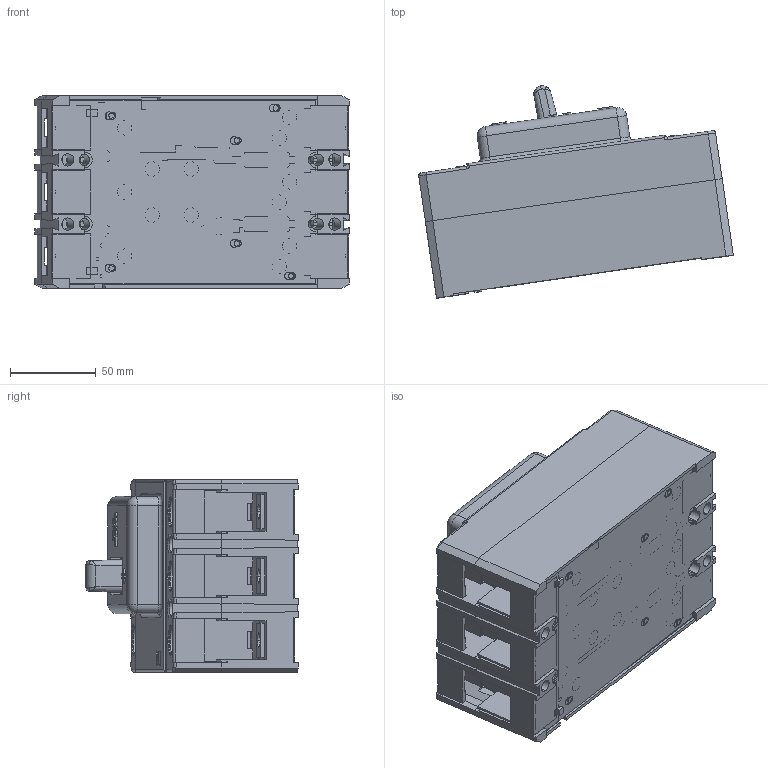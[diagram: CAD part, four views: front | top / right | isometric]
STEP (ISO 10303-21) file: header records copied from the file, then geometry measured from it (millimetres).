
FILE_DESCRIPTION (( 'STEP AP214' ), '1' );
FILE_NAME ('臍51-35.STEP', '2015-09-04T07:07:59', ( 'admin' ), ( '' ), 'SwSTEP 2.0', 'SolidWorks 2012', '' );
FILE_SCHEMA (( 'AUTOMOTIVE_DESIGN' ));
Length unit declared in the file: millimetre
Products named in the file (2): 臍51-35+; 臍51-35
Assembly tree (1 placements, depth 2):
  臍51-35
    臍51-35+
Bounding box: 183.53 x 124 x 112.5 mm (x, y, z)
Surface area: 184583 mm2 (no closed solid volume)
Topology: 0 solids, 62 shells, 1008 faces, 3999 edges, 2954 vertices
Faces by surface type: plane 588, cylinder 211, bspline 139, cone 42, sphere 20, torus 8
Entity records: 58588 total; most frequent: CARTESIAN_POINT 17045, ORIENTED_EDGE 6341, DIRECTION 6128, EDGE_CURVE 3989, VERTEX_POINT 2954, LINE 2846, VECTOR 2846, AXIS2_PLACEMENT_3D 1641
